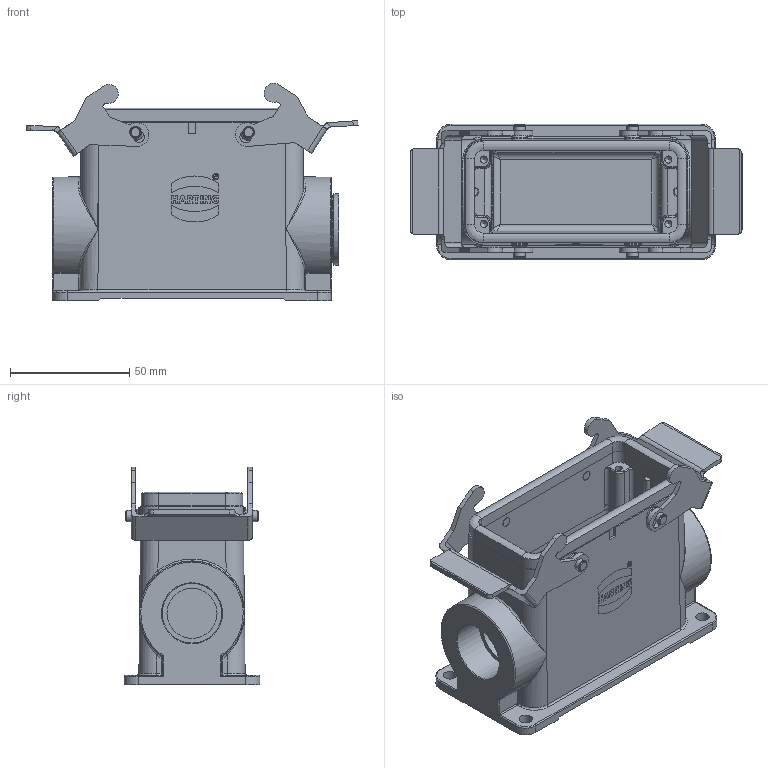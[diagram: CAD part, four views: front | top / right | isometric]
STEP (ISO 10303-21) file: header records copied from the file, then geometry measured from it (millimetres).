
FILE_DESCRIPTION((''),'2;1');
FILE_NAME('04300160262.stp','2020-07-07T14:37:04',('e.eickhoff'),(''),'Autodesk Inventor 2012','Autodesk Inventor 2012','');
FILE_SCHEMA(('AUTOMOTIVE_DESIGN { 1 0 10303 214 1 1 1 1 }'));
Length unit declared in the file: millimetre
Products named in the file (4): 04300160262; Metallbügel Quer; KBRM25
Assembly tree (4 placements, depth 2):
  04300160262
    04300160262
    Metallbügel Quer  x2
    KBRM25
Bounding box: 139.36 x 57 x 91.32 mm (x, y, z)
Volume: 165017.3 mm3; surface area: 68980.1 mm2
Topology: 4 solids, 4 shells, 442 faces, 1826 edges, 2076 vertices
Faces by surface type: plane 180, cylinder 167, bspline 50, torus 27, cone 18
Full cylindrical faces by diameter (mm): 3 x4, 4 x4, 4.8 x4, 5.6 x4, 7 x4, 21 x2, 25 x2, 25.5 x1, 28 x1, 30 x1
Entity records: 20032 total; most frequent: CARTESIAN_POINT 6426, DIRECTION 2548, ORIENTED_EDGE 1876, EDGE_CURVE 938, AXIS2_PLACEMENT_3D 892, VECTOR 764, LINE 764, DIMENSIONAL_EXPONENTS 673
